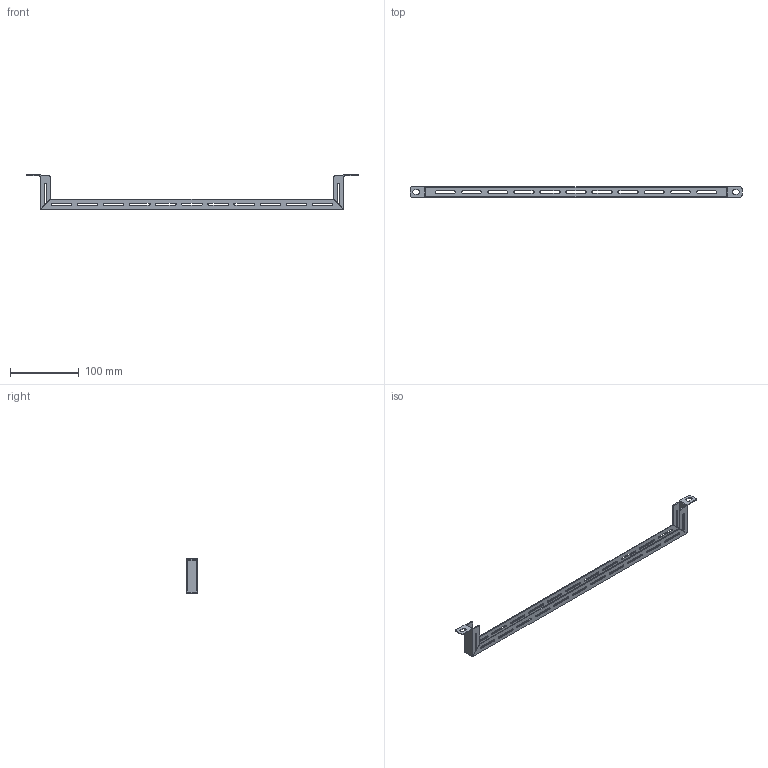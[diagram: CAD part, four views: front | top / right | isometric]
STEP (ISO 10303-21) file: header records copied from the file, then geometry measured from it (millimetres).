
FILE_DESCRIPTION (( 'STEP AP214' ), '1' );
FILE_NAME ('RP00009-2.STEP', '2018-11-26T22:09:05', ( '' ), ( '' ), 'SwSTEP 2.0', 'SolidWorks 2017', '' );
FILE_SCHEMA (( 'AUTOMOTIVE_DESIGN' ));
Length unit declared in the file: inch
Products named in the file (1): RP00009-2
Bounding box: 483 x 15 x 50.6 mm (x, y, z)
Volume: 28462.9 mm3; surface area: 43410.2 mm2
Topology: 1 solids, 1 shells, 225 faces, 669 edges, 446 vertices
Faces by surface type: plane 120, cylinder 105
Entity records: 9970 total; most frequent: CARTESIAN_POINT 1341, ORIENTED_EDGE 1338, DIRECTION 1331, EDGE_CURVE 669, LINE 459, VECTOR 459, VERTEX_POINT 446, AXIS2_PLACEMENT_3D 436
